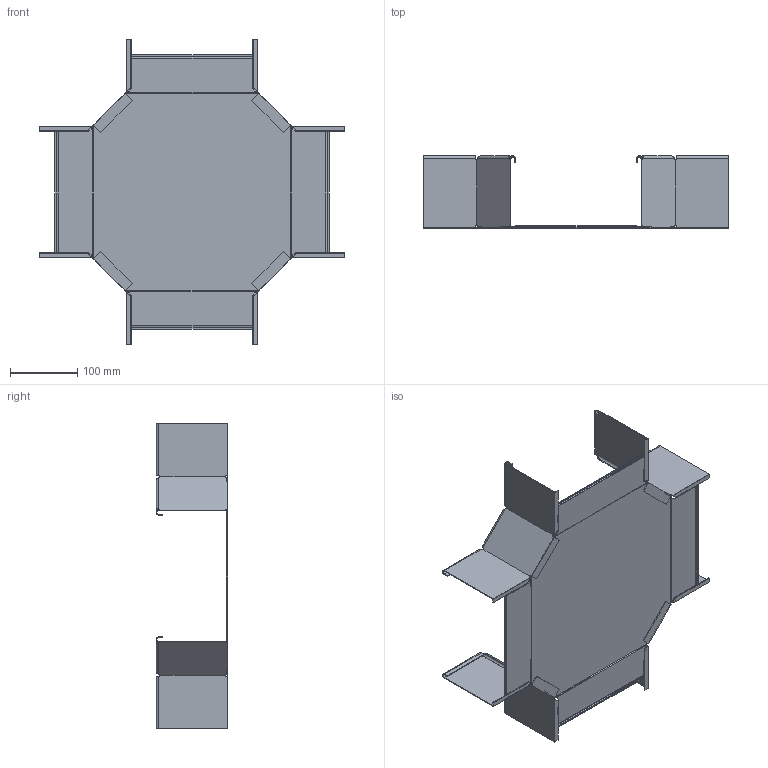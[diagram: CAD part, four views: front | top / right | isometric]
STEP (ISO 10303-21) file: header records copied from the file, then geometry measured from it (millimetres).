
FILE_DESCRIPTION (( 'STEP AP214' ), '1' );
FILE_NAME ('7027453_KSTP1.STEP', '2025-03-26T13:26:27', ( '' ), ( '' ), 'SwSTEP 2.0', 'SolidWorks 2024', '' );
FILE_SCHEMA (( 'AUTOMOTIVE_DESIGN' ));
Length unit declared in the file: millimetre
Products named in the file (4): 7027353_KSTP1.stp; 167655_110x90°_1.stp; 171992_200.stp; 7027453_KSTP1
Assembly tree (6 placements, depth 3):
  7027453_KSTP1
    7027353_KSTP1.stp
      171992_200.stp
      167655_110x90°_1.stp  x4
Bounding box: 453.97 x 107 x 453.97 mm (x, y, z)
Volume: 237256.5 mm3; surface area: 484580.6 mm2
Topology: 5 solids, 5 shells, 370 faces, 984 edges, 624 vertices
Faces by surface type: plane 250, cylinder 72, bspline 48
Entity records: 6230 total; most frequent: CARTESIAN_POINT 2314, ORIENTED_EDGE 888, DIRECTION 652, EDGE_CURVE 444, VERTEX_POINT 288, VECTOR 248, LINE 248, AXIS2_PLACEMENT_3D 202
